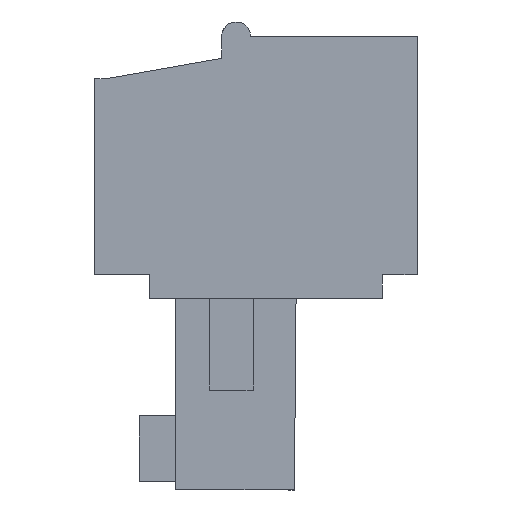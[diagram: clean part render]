
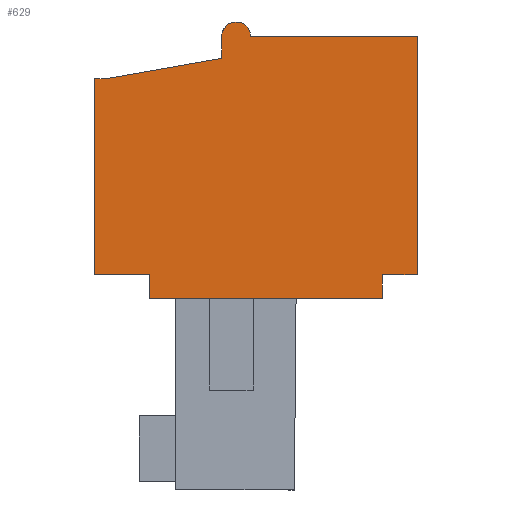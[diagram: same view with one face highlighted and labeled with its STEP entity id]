
A CAD part, left-side view. The second image highlights one B-rep face of the part: STEP entity #629.
In plain terms, the highlighted planar face has unit normal (-1, 0, 0).
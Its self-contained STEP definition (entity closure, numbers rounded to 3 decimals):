
#545=AXIS2_PLACEMENT_3D('Plane Axis2P3D',#542,#543,#544) ;
#563=AXIS2_PLACEMENT_3D('Circle Axis2P3D',#561,#562,$) ;
#40=CARTESIAN_POINT('Vertex',(0.,1.2,7.4)) ;
#45=CARTESIAN_POINT('Line Origine',(0.,1.2,7.)) ;
#49=CARTESIAN_POINT('Vertex',(0.,1.2,6.6)) ;
#460=CARTESIAN_POINT('Vertex',(0.,0.,7.4)) ;
#463=CARTESIAN_POINT('Line Origine',(0.,0.6,7.4)) ;
#542=CARTESIAN_POINT('Axis2P3D Location',(0.,0.,0.)) ;
#547=CARTESIAN_POINT('Line Origine',(0.,0.,11.5)) ;
#551=CARTESIAN_POINT('Vertex',(0.,0.,15.6)) ;
#554=CARTESIAN_POINT('Line Origine',(0.,2.865,15.6)) ;
#558=CARTESIAN_POINT('Vertex',(0.,5.73,15.6)) ;
#561=CARTESIAN_POINT('Axis2P3D Location',(0.,6.23,15.6)) ;
#565=CARTESIAN_POINT('Vertex',(0.,6.73,15.6)) ;
#568=CARTESIAN_POINT('Line Origine',(0.,6.73,15.225)) ;
#572=CARTESIAN_POINT('Vertex',(0.,6.73,14.85)) ;
#575=CARTESIAN_POINT('Line Origine',(0.,8.715,14.5)) ;
#579=CARTESIAN_POINT('Vertex',(0.,10.7,14.15)) ;
#582=CARTESIAN_POINT('Line Origine',(0.,10.9,14.15)) ;
#586=CARTESIAN_POINT('Vertex',(0.,11.1,14.15)) ;
#589=CARTESIAN_POINT('Line Origine',(0.,11.1,10.775)) ;
#593=CARTESIAN_POINT('Vertex',(0.,11.1,7.4)) ;
#596=CARTESIAN_POINT('Line Origine',(0.,10.15,7.4)) ;
#600=CARTESIAN_POINT('Vertex',(0.,9.2,7.4)) ;
#603=CARTESIAN_POINT('Line Origine',(0.,9.2,7.)) ;
#607=CARTESIAN_POINT('Vertex',(0.,9.2,6.6)) ;
#610=CARTESIAN_POINT('Line Origine',(0.,5.2,6.6)) ;
#46=DIRECTION('Vector Direction',(0.,0.,-1.)) ;
#464=DIRECTION('Vector Direction',(0.,1.,0.)) ;
#543=DIRECTION('Axis2P3D Direction',(-1.,0.,0.)) ;
#544=DIRECTION('Axis2P3D XDirection',(0.,0.,1.)) ;
#548=DIRECTION('Vector Direction',(0.,0.,-1.)) ;
#555=DIRECTION('Vector Direction',(0.,-1.,0.)) ;
#562=DIRECTION('Axis2P3D Direction',(-1.,0.,0.)) ;
#569=DIRECTION('Vector Direction',(0.,0.,1.)) ;
#576=DIRECTION('Vector Direction',(0.,-0.985,0.174)) ;
#583=DIRECTION('Vector Direction',(0.,-1.,0.)) ;
#590=DIRECTION('Vector Direction',(0.,0.,1.)) ;
#597=DIRECTION('Vector Direction',(0.,1.,0.)) ;
#604=DIRECTION('Vector Direction',(0.,0.,1.)) ;
#611=DIRECTION('Vector Direction',(0.,1.,0.)) ;
#47=VECTOR('Line Direction',#46,1.) ;
#465=VECTOR('Line Direction',#464,1.) ;
#549=VECTOR('Line Direction',#548,1.) ;
#556=VECTOR('Line Direction',#555,1.) ;
#570=VECTOR('Line Direction',#569,1.) ;
#577=VECTOR('Line Direction',#576,1.) ;
#584=VECTOR('Line Direction',#583,1.) ;
#591=VECTOR('Line Direction',#590,1.) ;
#598=VECTOR('Line Direction',#597,1.) ;
#605=VECTOR('Line Direction',#604,1.) ;
#612=VECTOR('Line Direction',#611,1.) ;
#616=ORIENTED_EDGE('',*,*,#553,.T.) ;
#617=ORIENTED_EDGE('',*,*,#560,.T.) ;
#618=ORIENTED_EDGE('',*,*,#567,.T.) ;
#619=ORIENTED_EDGE('',*,*,#574,.T.) ;
#620=ORIENTED_EDGE('',*,*,#581,.T.) ;
#621=ORIENTED_EDGE('',*,*,#588,.T.) ;
#622=ORIENTED_EDGE('',*,*,#595,.T.) ;
#623=ORIENTED_EDGE('',*,*,#602,.T.) ;
#624=ORIENTED_EDGE('',*,*,#609,.T.) ;
#625=ORIENTED_EDGE('',*,*,#614,.T.) ;
#626=ORIENTED_EDGE('',*,*,#51,.T.) ;
#627=ORIENTED_EDGE('',*,*,#467,.T.) ;
#629=ADVANCED_FACE('HOUSING',(#628),#546,.T.) ;
#564=CIRCLE('generated circle',#563,0.5) ;
#51=EDGE_CURVE('',#50,#41,#48,.F.) ;
#467=EDGE_CURVE('',#41,#461,#466,.F.) ;
#553=EDGE_CURVE('',#461,#552,#550,.F.) ;
#560=EDGE_CURVE('',#552,#559,#557,.F.) ;
#567=EDGE_CURVE('',#559,#566,#564,.T.) ;
#574=EDGE_CURVE('',#566,#573,#571,.F.) ;
#581=EDGE_CURVE('',#573,#580,#578,.F.) ;
#588=EDGE_CURVE('',#580,#587,#585,.F.) ;
#595=EDGE_CURVE('',#587,#594,#592,.F.) ;
#602=EDGE_CURVE('',#594,#601,#599,.F.) ;
#609=EDGE_CURVE('',#601,#608,#606,.F.) ;
#614=EDGE_CURVE('',#608,#50,#613,.F.) ;
#615=EDGE_LOOP('',(#616,#617,#618,#619,#620,#621,#622,#623,#624,#625,#626,#627)) ;
#628=FACE_OUTER_BOUND('',#615,.T.) ;
#48=LINE('Line',#45,#47) ;
#466=LINE('Line',#463,#465) ;
#550=LINE('Line',#547,#549) ;
#557=LINE('Line',#554,#556) ;
#571=LINE('Line',#568,#570) ;
#578=LINE('Line',#575,#577) ;
#585=LINE('Line',#582,#584) ;
#592=LINE('Line',#589,#591) ;
#599=LINE('Line',#596,#598) ;
#606=LINE('Line',#603,#605) ;
#613=LINE('Line',#610,#612) ;
#546=PLANE('',#545) ;
#41=VERTEX_POINT('',#40) ;
#50=VERTEX_POINT('',#49) ;
#461=VERTEX_POINT('',#460) ;
#552=VERTEX_POINT('',#551) ;
#559=VERTEX_POINT('',#558) ;
#566=VERTEX_POINT('',#565) ;
#573=VERTEX_POINT('',#572) ;
#580=VERTEX_POINT('',#579) ;
#587=VERTEX_POINT('',#586) ;
#594=VERTEX_POINT('',#593) ;
#601=VERTEX_POINT('',#600) ;
#608=VERTEX_POINT('',#607) ;
